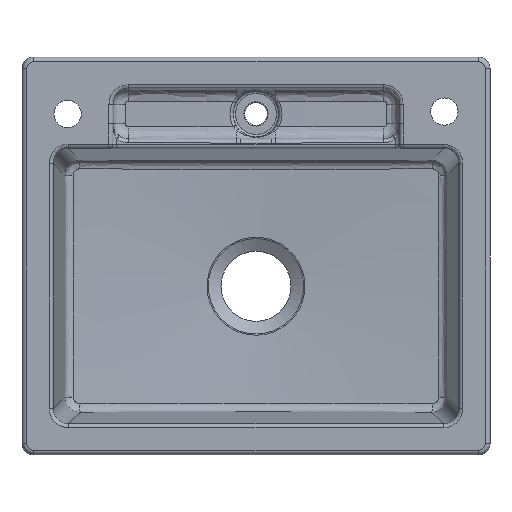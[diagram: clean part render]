
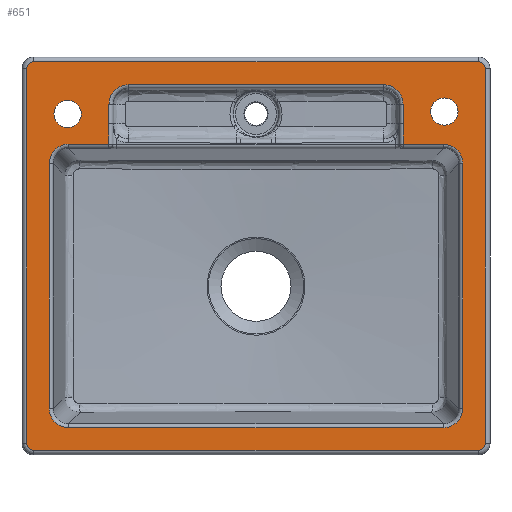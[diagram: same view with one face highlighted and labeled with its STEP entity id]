
A CAD part, top view. The second image highlights one B-rep face of the part: STEP entity #651.
In plain terms, the highlighted planar face has unit normal (0, 0, 1).
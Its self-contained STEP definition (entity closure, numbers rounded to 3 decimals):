
#81=PLANE('',#4771);
#130=FACE_BOUND('',#1322,.T.);
#131=FACE_BOUND('',#1323,.T.);
#132=FACE_BOUND('',#1324,.T.);
#133=FACE_BOUND('',#1325,.T.);
#176=ELLIPSE('',#4740,9.044,9.);
#177=ELLIPSE('',#4742,9.044,9.);
#178=ELLIPSE('',#4748,9.044,9.);
#179=ELLIPSE('',#4750,9.044,9.);
#184=ELLIPSE('',#4763,25.008,25.);
#185=ELLIPSE('',#4764,25.008,25.);
#186=ELLIPSE('',#4765,25.191,25.);
#187=ELLIPSE('',#4766,25.191,25.);
#188=ELLIPSE('',#4767,25.191,25.);
#189=ELLIPSE('',#4768,25.191,25.);
#651=ADVANCED_FACE('',(#130,#131,#132,#133),#81,.F.);
#1322=EDGE_LOOP('',(#2063,#2064,#2065,#2066,#2067,#2068,#2069,#2070));
#1323=EDGE_LOOP('',(#2071,#2072,#2073,#2074,#2075,#2076,#2077,#2078,#2079,
#2080,#2081,#2082,#2083,#2084,#2085,#2086));
#1324=EDGE_LOOP('',(#2087));
#1325=EDGE_LOOP('',(#2088));
#1657=CIRCLE('',#4769,17.5);
#1658=CIRCLE('',#4770,17.5);
#2063=ORIENTED_EDGE('',*,*,#3767,.T.);
#2064=ORIENTED_EDGE('',*,*,#3762,.T.);
#2065=ORIENTED_EDGE('',*,*,#3769,.T.);
#2066=ORIENTED_EDGE('',*,*,#3775,.T.);
#2067=ORIENTED_EDGE('',*,*,#3781,.T.);
#2068=ORIENTED_EDGE('',*,*,#3783,.T.);
#2069=ORIENTED_EDGE('',*,*,#3779,.T.);
#2070=ORIENTED_EDGE('',*,*,#3773,.T.);
#2071=ORIENTED_EDGE('',*,*,#3807,.T.);
#2072=ORIENTED_EDGE('',*,*,#3808,.T.);
#2073=ORIENTED_EDGE('',*,*,#3809,.T.);
#2074=ORIENTED_EDGE('',*,*,#3810,.T.);
#2075=ORIENTED_EDGE('',*,*,#3811,.T.);
#2076=ORIENTED_EDGE('',*,*,#3812,.T.);
#2077=ORIENTED_EDGE('',*,*,#3813,.T.);
#2078=ORIENTED_EDGE('',*,*,#3814,.T.);
#2079=ORIENTED_EDGE('',*,*,#3815,.T.);
#2080=ORIENTED_EDGE('',*,*,#3816,.T.);
#2081=ORIENTED_EDGE('',*,*,#3817,.T.);
#2082=ORIENTED_EDGE('',*,*,#3818,.T.);
#2083=ORIENTED_EDGE('',*,*,#3819,.T.);
#2084=ORIENTED_EDGE('',*,*,#3820,.T.);
#2085=ORIENTED_EDGE('',*,*,#3821,.T.);
#2086=ORIENTED_EDGE('',*,*,#3822,.T.);
#2087=ORIENTED_EDGE('',*,*,#3823,.F.);
#2088=ORIENTED_EDGE('',*,*,#3824,.T.);
#3318=VERTEX_POINT('',#7116);
#3319=VERTEX_POINT('',#7118);
#3321=VERTEX_POINT('',#7124);
#3324=VERTEX_POINT('',#7165);
#3325=VERTEX_POINT('',#7204);
#3328=VERTEX_POINT('',#7211);
#3329=VERTEX_POINT('',#7216);
#3332=VERTEX_POINT('',#7257);
#3351=VERTEX_POINT('',#7476);
#3352=VERTEX_POINT('',#7477);
#3353=VERTEX_POINT('',#7479);
#3354=VERTEX_POINT('',#7481);
#3355=VERTEX_POINT('',#7483);
#3356=VERTEX_POINT('',#7485);
#3357=VERTEX_POINT('',#7487);
#3358=VERTEX_POINT('',#7489);
#3359=VERTEX_POINT('',#7491);
#3360=VERTEX_POINT('',#7493);
#3361=VERTEX_POINT('',#7495);
#3362=VERTEX_POINT('',#7497);
#3363=VERTEX_POINT('',#7499);
#3364=VERTEX_POINT('',#7501);
#3365=VERTEX_POINT('',#7503);
#3366=VERTEX_POINT('',#7505);
#3367=VERTEX_POINT('',#7508);
#3368=VERTEX_POINT('',#7510);
#3762=EDGE_CURVE('',#3319,#3318,#4352,.T.);
#3767=EDGE_CURVE('',#3321,#3319,#176,.T.);
#3769=EDGE_CURVE('',#3318,#3324,#177,.T.);
#3773=EDGE_CURVE('',#3325,#3321,#4355,.T.);
#3775=EDGE_CURVE('',#3324,#3328,#4356,.T.);
#3779=EDGE_CURVE('',#3329,#3325,#178,.T.);
#3781=EDGE_CURVE('',#3328,#3332,#179,.T.);
#3783=EDGE_CURVE('',#3332,#3329,#4358,.T.);
#3807=EDGE_CURVE('',#3351,#3352,#4371,.T.);
#3808=EDGE_CURVE('',#3352,#3353,#4372,.T.);
#3809=EDGE_CURVE('',#3353,#3354,#184,.T.);
#3810=EDGE_CURVE('',#3354,#3355,#4373,.T.);
#3811=EDGE_CURVE('',#3355,#3356,#185,.T.);
#3812=EDGE_CURVE('',#3356,#3357,#4374,.T.);
#3813=EDGE_CURVE('',#3357,#3358,#4375,.T.);
#3814=EDGE_CURVE('',#3358,#3359,#4376,.T.);
#3815=EDGE_CURVE('',#3359,#3360,#186,.T.);
#3816=EDGE_CURVE('',#3360,#3361,#4377,.T.);
#3817=EDGE_CURVE('',#3361,#3362,#187,.T.);
#3818=EDGE_CURVE('',#3362,#3363,#4378,.T.);
#3819=EDGE_CURVE('',#3363,#3364,#188,.T.);
#3820=EDGE_CURVE('',#3364,#3365,#4379,.T.);
#3821=EDGE_CURVE('',#3365,#3366,#189,.T.);
#3822=EDGE_CURVE('',#3366,#3351,#4380,.T.);
#3823=EDGE_CURVE('',#3367,#3367,#1657,.T.);
#3824=EDGE_CURVE('',#3368,#3368,#1658,.T.);
#4352=LINE('',#7117,#4520);
#4355=LINE('',#7207,#4523);
#4356=LINE('',#7212,#4524);
#4358=LINE('',#7295,#4526);
#4371=LINE('',#7475,#4539);
#4372=LINE('',#7478,#4540);
#4373=LINE('',#7482,#4541);
#4374=LINE('',#7486,#4542);
#4375=LINE('',#7488,#4543);
#4376=LINE('',#7490,#4544);
#4377=LINE('',#7494,#4545);
#4378=LINE('',#7498,#4546);
#4379=LINE('',#7502,#4547);
#4380=LINE('',#7506,#4548);
#4520=VECTOR('',#5287,1.);
#4523=VECTOR('',#5304,1.);
#4524=VECTOR('',#5309,1.);
#4526=VECTOR('',#5321,1.);
#4539=VECTOR('',#5358,1.);
#4540=VECTOR('',#5359,1.);
#4541=VECTOR('',#5362,1.);
#4542=VECTOR('',#5365,1.);
#4543=VECTOR('',#5366,1.);
#4544=VECTOR('',#5367,1.);
#4545=VECTOR('',#5370,1.);
#4546=VECTOR('',#5373,1.);
#4547=VECTOR('',#5376,1.);
#4548=VECTOR('',#5379,1.);
#4740=AXIS2_PLACEMENT_3D('',#7132,#5295,#5296);
#4742=AXIS2_PLACEMENT_3D('',#7166,#5299,#5300);
#4748=AXIS2_PLACEMENT_3D('',#7224,#5315,#5316);
#4750=AXIS2_PLACEMENT_3D('',#7258,#5319,#5320);
#4763=AXIS2_PLACEMENT_3D('',#7480,#5360,#5361);
#4764=AXIS2_PLACEMENT_3D('',#7484,#5363,#5364);
#4765=AXIS2_PLACEMENT_3D('',#7492,#5368,#5369);
#4766=AXIS2_PLACEMENT_3D('',#7496,#5371,#5372);
#4767=AXIS2_PLACEMENT_3D('',#7500,#5374,#5375);
#4768=AXIS2_PLACEMENT_3D('',#7504,#5377,#5378);
#4769=AXIS2_PLACEMENT_3D('',#7507,#5380,#5381);
#4770=AXIS2_PLACEMENT_3D('',#7509,#5382,#5383);
#4771=AXIS2_PLACEMENT_3D('',#7511,#5384,#5385);
#5287=DIRECTION('',(0.,-1.,0.));
#5295=DIRECTION('',(0.,0.,1.));
#5296=DIRECTION('',(-0.707,0.707,0.));
#5299=DIRECTION('',(0.,0.,1.));
#5300=DIRECTION('',(-0.707,-0.707,0.));
#5304=DIRECTION('',(-1.,0.,0.));
#5309=DIRECTION('',(1.,0.,0.));
#5315=DIRECTION('',(0.,0.,1.));
#5316=DIRECTION('',(0.707,0.707,0.));
#5319=DIRECTION('',(0.,0.,1.));
#5320=DIRECTION('',(0.707,-0.707,0.));
#5321=DIRECTION('',(0.,1.,0.));
#5358=DIRECTION('',(0.,1.,0.));
#5359=DIRECTION('',(0.,1.,0.));
#5360=DIRECTION('',(0.,0.,-1.));
#5361=DIRECTION('',(0.707,-0.707,0.));
#5362=DIRECTION('',(1.,0.,0.));
#5363=DIRECTION('',(0.,0.,-1.));
#5364=DIRECTION('',(-0.707,-0.707,0.));
#5365=DIRECTION('',(0.,-1.,0.));
#5366=DIRECTION('',(0.,-1.,0.));
#5367=DIRECTION('',(1.,0.,0.));
#5368=DIRECTION('',(0.,0.,-1.));
#5369=DIRECTION('',(-0.707,-0.707,0.));
#5370=DIRECTION('',(0.,-1.,0.));
#5371=DIRECTION('',(0.,0.,-1.));
#5372=DIRECTION('',(0.707,-0.707,0.));
#5373=DIRECTION('',(-1.,0.,0.));
#5374=DIRECTION('',(0.,0.,-1.));
#5375=DIRECTION('',(-0.707,-0.707,0.));
#5376=DIRECTION('',(0.,1.,0.));
#5377=DIRECTION('',(0.,0.,-1.));
#5378=DIRECTION('',(-0.707,0.707,0.));
#5379=DIRECTION('',(1.,0.,0.));
#5380=DIRECTION('',(0.,0.,1.));
#5381=DIRECTION('',(-1.,0.,0.));
#5382=DIRECTION('',(0.,0.,-1.));
#5383=DIRECTION('',(-1.,0.,0.));
#5384=DIRECTION('',(0.,0.,-1.));
#5385=DIRECTION('',(1.,0.,0.));
#7116=CARTESIAN_POINT('',(-294.405,-201.927,0.));
#7117=CARTESIAN_POINT('',(-294.405,166.,0.));
#7118=CARTESIAN_POINT('',(-294.405,278.927,0.));
#7124=CARTESIAN_POINT('',(-285.427,287.905,0.));
#7132=CARTESIAN_POINT('',(-285.383,278.883,0.));
#7165=CARTESIAN_POINT('',(-285.427,-210.905,0.));
#7166=CARTESIAN_POINT('',(-285.383,-201.883,0.));
#7204=CARTESIAN_POINT('',(285.427,287.905,0.));
#7207=CARTESIAN_POINT('',(150.,287.905,0.));
#7211=CARTESIAN_POINT('',(285.427,-210.905,0.));
#7212=CARTESIAN_POINT('',(150.,-210.905,0.));
#7216=CARTESIAN_POINT('',(294.405,278.927,0.));
#7224=CARTESIAN_POINT('',(285.383,278.883,0.));
#7257=CARTESIAN_POINT('',(294.405,-201.927,0.));
#7258=CARTESIAN_POINT('',(285.383,-201.883,0.));
#7295=CARTESIAN_POINT('',(294.405,166.,0.));
#7475=CARTESIAN_POINT('',(-188.913,177.5,0.));
#7476=CARTESIAN_POINT('',(-188.913,182.082,0.));
#7477=CARTESIAN_POINT('',(-188.913,208.408,0.));
#7478=CARTESIAN_POINT('',(-188.913,166.,0.));
#7479=CARTESIAN_POINT('',(-188.913,233.417,0.));
#7480=CARTESIAN_POINT('',(-163.91,233.41,0.));
#7481=CARTESIAN_POINT('',(-163.917,258.413,0.));
#7482=CARTESIAN_POINT('',(150.,258.413,0.));
#7483=CARTESIAN_POINT('',(163.917,258.413,0.));
#7484=CARTESIAN_POINT('',(163.91,233.41,0.));
#7485=CARTESIAN_POINT('',(188.913,233.417,0.));
#7486=CARTESIAN_POINT('',(188.913,166.,0.));
#7487=CARTESIAN_POINT('',(188.913,208.408,0.));
#7488=CARTESIAN_POINT('',(188.913,203.367,0.));
#7489=CARTESIAN_POINT('',(188.913,182.082,0.));
#7490=CARTESIAN_POINT('',(188.913,182.082,0.));
#7491=CARTESIAN_POINT('',(240.677,182.082,0.));
#7492=CARTESIAN_POINT('',(240.486,156.986,0.));
#7493=CARTESIAN_POINT('',(265.582,157.177,0.));
#7494=CARTESIAN_POINT('',(265.582,166.,0.));
#7495=CARTESIAN_POINT('',(265.582,-157.177,0.));
#7496=CARTESIAN_POINT('',(240.486,-156.986,0.));
#7497=CARTESIAN_POINT('',(240.677,-182.082,0.));
#7498=CARTESIAN_POINT('',(150.,-182.082,0.));
#7499=CARTESIAN_POINT('',(-240.677,-182.082,0.));
#7500=CARTESIAN_POINT('',(-240.486,-156.986,0.));
#7501=CARTESIAN_POINT('',(-265.582,-157.177,0.));
#7502=CARTESIAN_POINT('',(-265.582,-157.576,0.));
#7503=CARTESIAN_POINT('',(-265.582,157.177,0.));
#7504=CARTESIAN_POINT('',(-240.486,156.986,0.));
#7505=CARTESIAN_POINT('',(-240.677,182.082,0.));
#7506=CARTESIAN_POINT('',(-241.076,182.082,0.));
#7507=CARTESIAN_POINT('',(-242.,221.,0.));
#7508=CARTESIAN_POINT('',(-259.5,221.,0.));
#7509=CARTESIAN_POINT('',(242.,224.,0.));
#7510=CARTESIAN_POINT('',(224.5,224.,0.));
#7511=CARTESIAN_POINT('',(150.,166.,0.));
